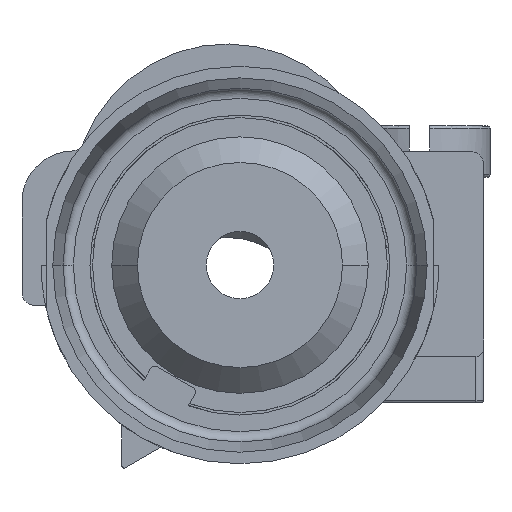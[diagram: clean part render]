
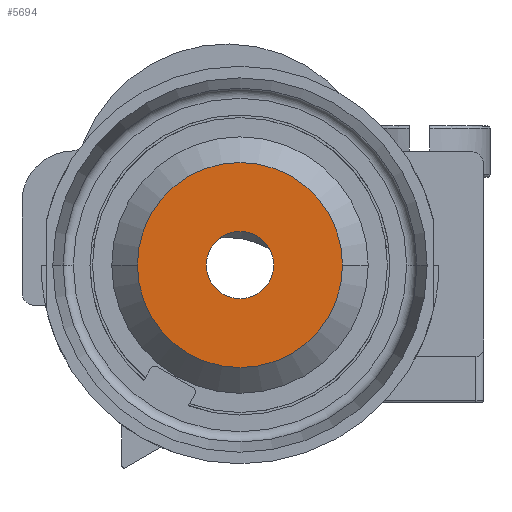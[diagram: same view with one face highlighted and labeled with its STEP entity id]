
A CAD part, front view. The second image highlights one B-rep face of the part: STEP entity #5694.
In plain terms, the highlighted planar face has unit normal (0, -1, 0).
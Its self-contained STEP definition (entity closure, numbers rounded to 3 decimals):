
#65=CARTESIAN_POINT('',(0.,0.,0.));
#66=DIRECTION('',(0.,1.,0.));
#67=DIRECTION('',(-1.,0.,0.));
#68=AXIS2_PLACEMENT_3D('',#65,#66,#67);
#70=CARTESIAN_POINT('',(0.,0.,0.));
#71=DIRECTION('',(0.,1.,0.));
#72=DIRECTION('',(1.,0.,0.));
#73=AXIS2_PLACEMENT_3D('',#70,#71,#72);
#75=CARTESIAN_POINT('',(0.,0.,0.));
#76=DIRECTION('',(0.,-1.,0.));
#77=DIRECTION('',(1.,0.,0.));
#78=AXIS2_PLACEMENT_3D('',#75,#76,#77);
#80=CARTESIAN_POINT('',(0.,0.,0.));
#81=DIRECTION('',(0.,-1.,0.));
#82=DIRECTION('',(-1.,0.,0.));
#83=AXIS2_PLACEMENT_3D('',#80,#81,#82);
#5211=CARTESIAN_POINT('',(-1.31,0.,0.));
#5213=VERTEX_POINT('',#5211);
#5215=CARTESIAN_POINT('',(1.31,0.,0.));
#5217=VERTEX_POINT('',#5215);
#5251=CARTESIAN_POINT('',(-4.,0.,0.));
#5252=VERTEX_POINT('',#5251);
#5253=CARTESIAN_POINT('',(4.,0.,0.));
#5254=VERTEX_POINT('',#5253);
#5679=CARTESIAN_POINT('',(0.,0.,0.));
#5680=DIRECTION('',(0.,1.,0.));
#5681=DIRECTION('',(1.,0.,0.));
#5682=AXIS2_PLACEMENT_3D('',#5679,#5680,#5681);
#5683=PLANE('',#5682);
#5685=ORIENTED_EDGE('',*,*,#5684,.T.);
#5687=ORIENTED_EDGE('',*,*,#5686,.T.);
#5688=EDGE_LOOP('',(#5685,#5687));
#5689=FACE_OUTER_BOUND('',#5688,.F.);
#5690=ORIENTED_EDGE('',*,*,#5672,.T.);
#5691=ORIENTED_EDGE('',*,*,#5661,.T.);
#5692=EDGE_LOOP('',(#5690,#5691));
#5693=FACE_BOUND('',#5692,.F.);
#5694=ADVANCED_FACE('',(#5689,#5693),#5683,.F.);
#69=CIRCLE('',#68,4.);
#74=CIRCLE('',#73,4.);
#79=CIRCLE('',#78,1.31);
#84=CIRCLE('',#83,1.31);
#5661=EDGE_CURVE('',#5213,#5217,#84,.T.);
#5672=EDGE_CURVE('',#5217,#5213,#79,.T.);
#5684=EDGE_CURVE('',#5252,#5254,#69,.T.);
#5686=EDGE_CURVE('',#5254,#5252,#74,.T.);
